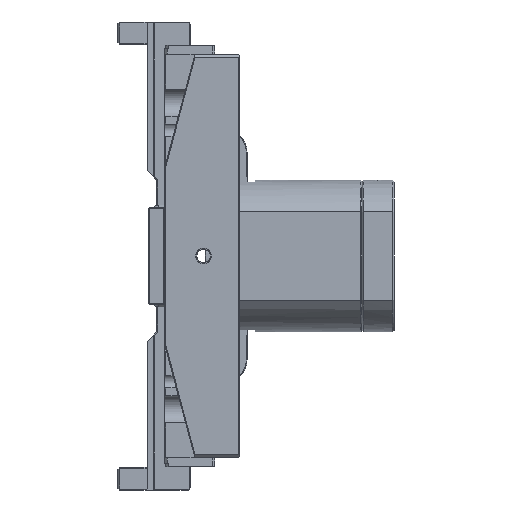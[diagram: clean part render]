
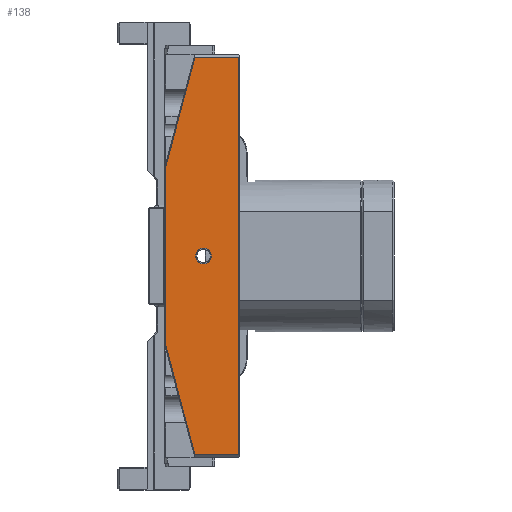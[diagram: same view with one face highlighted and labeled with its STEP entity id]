
A CAD part, left-side view. The second image highlights one B-rep face of the part: STEP entity #138.
In plain terms, the highlighted planar face has unit normal (-1, 0, 0).
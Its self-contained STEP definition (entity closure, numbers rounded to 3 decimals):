
#138 = ADVANCED_FACE ( 'NONE', ( #2299, #2300 ), #1399, .F. ) ;
#1396 = DIRECTION ( 'NONE',  ( 0., 0., -1. ) ) ;
#1397 = DIRECTION ( 'NONE',  ( 1., 0., 0. ) ) ;
#1398 = CARTESIAN_POINT ( 'NONE',  ( -44., 46., -125. ) ) ;
#1399 = PLANE ( 'NONE',  #6169 ) ;
#2299 = FACE_BOUND ( 'NONE', #11169, .T. ) ;
#2300 = FACE_OUTER_BOUND ( 'NONE', #11019, .T. ) ;
#4613 = CARTESIAN_POINT ( 'NONE',  ( -44., 22., 0. ) ) ;
#4614 = DIRECTION ( 'NONE',  ( -1., 0., 0. ) ) ;
#4615 = DIRECTION ( 'NONE',  ( 0., 0., 1. ) ) ;
#6169 = AXIS2_PLACEMENT_3D ( 'NONE', #1398, #1397, #1396 ) ;
#6631 = CARTESIAN_POINT ( 'NONE',  ( -44., 22., -4.883 ) ) ;
#6633 = CARTESIAN_POINT ( 'NONE',  ( -44., 22., 4.883 ) ) ;
#7572 = CARTESIAN_POINT ( 'NONE',  ( -44., 0.5, -123. ) ) ;
#7887 = CARTESIAN_POINT ( 'NONE',  ( -44., 27.262, 123. ) ) ;
#7894 = CARTESIAN_POINT ( 'NONE',  ( -44., 45.5, -54.934 ) ) ;
#9032 = LINE ( 'NONE', #12386, #10125 ) ;
#9033 = LINE ( 'NONE', #12388, #10126 ) ;
#9034 = LINE ( 'NONE', #12390, #10127 ) ;
#9035 = LINE ( 'NONE', #12392, #10128 ) ;
#9036 = LINE ( 'NONE', #12394, #10129 ) ;
#9037 = LINE ( 'NONE', #12396, #10130 ) ;
#9912 = CIRCLE ( 'NONE', #9913, 4.883 ) ;
#9913 = AXIS2_PLACEMENT_3D ( 'NONE', #4613, #4614, #4615 ) ;
#10110 = CIRCLE ( 'NONE', #10123, 4.883 ) ;
#10123 = AXIS2_PLACEMENT_3D ( 'NONE', #12383, #12384, #12385 ) ;
#10125 = VECTOR ( 'NONE', #12387, 1000. ) ;
#10126 = VECTOR ( 'NONE', #12389, 1000. ) ;
#10127 = VECTOR ( 'NONE', #12391, 1000. ) ;
#10128 = VECTOR ( 'NONE', #12393, 1000. ) ;
#10129 = VECTOR ( 'NONE', #12395, 1000. ) ;
#10130 = VECTOR ( 'NONE', #12397, 1000. ) ;
#10394 = ORIENTED_EDGE ( 'NONE', *, *, #16735, .T. ) ;
#10395 = ORIENTED_EDGE ( 'NONE', *, *, #16733, .F. ) ;
#10396 = ORIENTED_EDGE ( 'NONE', *, *, #16565, .F. ) ;
#10397 = ORIENTED_EDGE ( 'NONE', *, *, #16736, .T. ) ;
#10398 = ORIENTED_EDGE ( 'NONE', *, *, #16734, .T. ) ;
#10399 = ORIENTED_EDGE ( 'NONE', *, *, #16737, .T. ) ;
#10400 = ORIENTED_EDGE ( 'NONE', *, *, #16738, .T. ) ;
#10401 = ORIENTED_EDGE ( 'NONE', *, *, #16739, .T. ) ;
#11019 = EDGE_LOOP ( 'NONE', ( #10394, #10398, #10397, #10399, #10400, #10401 ) ) ;
#11169 = EDGE_LOOP ( 'NONE', ( #10395, #10396 ) ) ;
#11559 = VERTEX_POINT ( 'NONE', #14924 ) ;
#11688 = VERTEX_POINT ( 'NONE', #14734 ) ;
#11728 = VERTEX_POINT ( 'NONE', #14848 ) ;
#11822 = VERTEX_POINT ( 'NONE', #7894 ) ;
#11851 = VERTEX_POINT ( 'NONE', #7572 ) ;
#11894 = VERTEX_POINT ( 'NONE', #7887 ) ;
#12383 = CARTESIAN_POINT ( 'NONE',  ( -44., 22., 0. ) ) ;
#12384 = DIRECTION ( 'NONE',  ( -1., 0., 0. ) ) ;
#12385 = DIRECTION ( 'NONE',  ( 0., 0., 1. ) ) ;
#12386 = CARTESIAN_POINT ( 'NONE',  ( -44., 46., -123. ) ) ;
#12387 = DIRECTION ( 'NONE',  ( 0., -1., 0. ) ) ;
#12388 = CARTESIAN_POINT ( 'NONE',  ( -44., 26.761, -124.871 ) ) ;
#12389 = DIRECTION ( 'NONE',  ( 0., -0.259, -0.966 ) ) ;
#12390 = CARTESIAN_POINT ( 'NONE',  ( -44., 0.5, -125. ) ) ;
#12391 = DIRECTION ( 'NONE',  ( 0., 0., 1. ) ) ;
#12392 = CARTESIAN_POINT ( 'NONE',  ( -44., 46., 123. ) ) ;
#12393 = DIRECTION ( 'NONE',  ( 0., 1., 0. ) ) ;
#12394 = CARTESIAN_POINT ( 'NONE',  ( -44., 45.517, 54.871 ) ) ;
#12395 = DIRECTION ( 'NONE',  ( 0., 0.259, -0.966 ) ) ;
#12396 = CARTESIAN_POINT ( 'NONE',  ( -44., 45.5, -55. ) ) ;
#12397 = DIRECTION ( 'NONE',  ( 0., 0., -1. ) ) ;
#14734 = CARTESIAN_POINT ( 'NONE',  ( -44., 45.5, 54.934 ) ) ;
#14848 = CARTESIAN_POINT ( 'NONE',  ( -44., 0.5, 123. ) ) ;
#14924 = CARTESIAN_POINT ( 'NONE',  ( -44., 27.262, -123. ) ) ;
#15687 = VERTEX_POINT ( 'NONE', #6631 ) ;
#15689 = VERTEX_POINT ( 'NONE', #6633 ) ;
#16565 = EDGE_CURVE ( 'NONE', #15687, #15689, #9912, .T. ) ;
#16733 = EDGE_CURVE ( 'NONE', #15689, #15687, #10110, .T. ) ;
#16734 = EDGE_CURVE ( 'NONE', #11559, #11851, #9032, .T. ) ;
#16735 = EDGE_CURVE ( 'NONE', #11822, #11559, #9033, .T. ) ;
#16736 = EDGE_CURVE ( 'NONE', #11851, #11728, #9034, .T. ) ;
#16737 = EDGE_CURVE ( 'NONE', #11728, #11894, #9035, .T. ) ;
#16738 = EDGE_CURVE ( 'NONE', #11894, #11688, #9036, .T. ) ;
#16739 = EDGE_CURVE ( 'NONE', #11688, #11822, #9037, .T. ) ;
